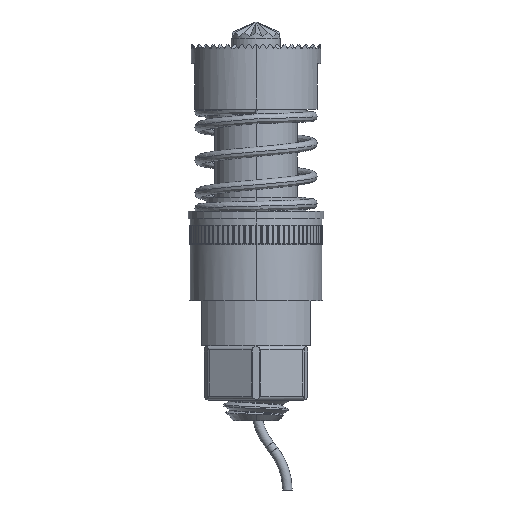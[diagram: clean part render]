
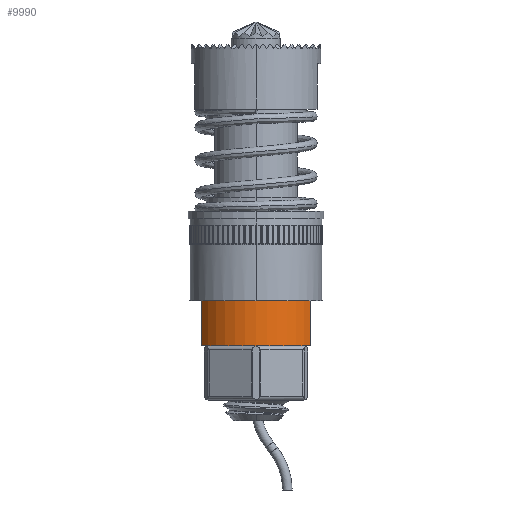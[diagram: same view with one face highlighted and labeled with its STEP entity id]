
A CAD part, left-side view. The second image highlights one B-rep face of the part: STEP entity #9990.
In plain terms, the highlighted cylindrical face has radius 10 mm (diameter 20 mm), a partial arc.
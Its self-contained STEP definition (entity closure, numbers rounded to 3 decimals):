
#9401 = VERTEX_POINT ( 'NONE', #43112 ) ;
#9405 = VERTEX_POINT ( 'NONE', #43119 ) ;
#9406 = VERTEX_POINT ( 'NONE', #43121 ) ;
#9408 = VERTEX_POINT ( 'NONE', #43125 ) ;
#9990 = ADVANCED_FACE ( 'NONE', ( #40131 ), #40144, .T. ) ;
#16441 = ORIENTED_EDGE ( 'NONE', *, *, #29092, .T. ) ;
#16442 = ORIENTED_EDGE ( 'NONE', *, *, #29091, .F. ) ;
#16443 = ORIENTED_EDGE ( 'NONE', *, *, #29090, .F. ) ;
#16444 = ORIENTED_EDGE ( 'NONE', *, *, #29089, .F. ) ;
#21665 = AXIS2_PLACEMENT_3D ( 'NONE', #48831, #48832, #48833 ) ;
#21667 = AXIS2_PLACEMENT_3D ( 'NONE', #48837, #48838, #48839 ) ;
#23010 = EDGE_LOOP ( 'NONE', ( #16444, #16443, #16442, #16441 ) ) ;
#29089 = EDGE_CURVE ( 'NONE', #9405, #9406, #49282, .T. ) ;
#29090 = EDGE_CURVE ( 'NONE', #9401, #9405, #49284, .T. ) ;
#29091 = EDGE_CURVE ( 'NONE', #9408, #9401, #49287, .T. ) ;
#29092 = EDGE_CURVE ( 'NONE', #9408, #9406, #49288, .T. ) ;
#40131 = FACE_OUTER_BOUND ( 'NONE', #23010, .T. ) ;
#40144 = CYLINDRICAL_SURFACE ( 'NONE', #45093, 10. ) ;
#43112 = CARTESIAN_POINT ( 'NONE',  ( -5.268, 8.5, -16. ) ) ;
#43119 = CARTESIAN_POINT ( 'NONE',  ( -5.268, -8.5, -16. ) ) ;
#43121 = CARTESIAN_POINT ( 'NONE',  ( -5.268, -8.5, -23. ) ) ;
#43125 = CARTESIAN_POINT ( 'NONE',  ( -5.268, 8.5, -23. ) ) ;
#45093 = AXIS2_PLACEMENT_3D ( 'NONE', #47289, #47287, #47280 ) ;
#47280 = DIRECTION ( 'NONE',  ( 1., 0., 0. ) ) ;
#47287 = DIRECTION ( 'NONE',  ( 0., 0., 1. ) ) ;
#47289 = CARTESIAN_POINT ( 'NONE',  ( 0., 0., 17.7 ) ) ;
#48822 = DIRECTION ( 'NONE',  ( 0., 0., -1. ) ) ;
#48824 = DIRECTION ( 'NONE',  ( 0., 0., 1. ) ) ;
#48825 = CARTESIAN_POINT ( 'NONE',  ( -5.268, -8.5, 17.7 ) ) ;
#48829 = CARTESIAN_POINT ( 'NONE',  ( -5.268, 8.5, 17.7 ) ) ;
#48831 = CARTESIAN_POINT ( 'NONE',  ( 0., 0., -16. ) ) ;
#48832 = DIRECTION ( 'NONE',  ( 0., 0., 1. ) ) ;
#48833 = DIRECTION ( 'NONE',  ( 1., 0., 0. ) ) ;
#48837 = CARTESIAN_POINT ( 'NONE',  ( 0., 0., -23. ) ) ;
#48838 = DIRECTION ( 'NONE',  ( 0., 0., 1. ) ) ;
#48839 = DIRECTION ( 'NONE',  ( 1., 0., 0. ) ) ;
#49282 = LINE ( 'NONE', #48825, #49286 ) ;
#49284 = CIRCLE ( 'NONE', #21665, 10. ) ;
#49286 = VECTOR ( 'NONE', #48822, 1000. ) ;
#49287 = LINE ( 'NONE', #48829, #49289 ) ;
#49288 = CIRCLE ( 'NONE', #21667, 10. ) ;
#49289 = VECTOR ( 'NONE', #48824, 1000. ) ;
